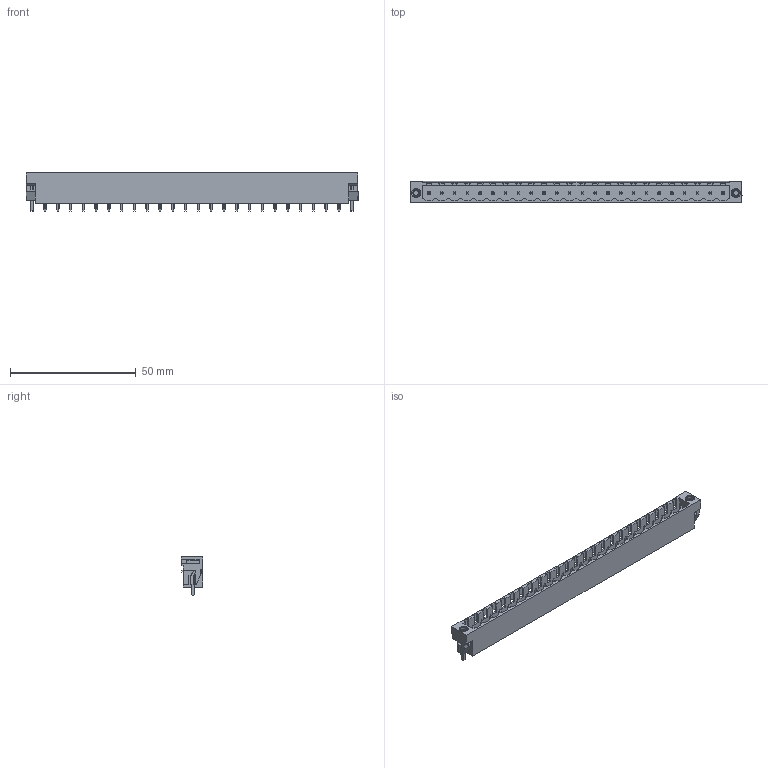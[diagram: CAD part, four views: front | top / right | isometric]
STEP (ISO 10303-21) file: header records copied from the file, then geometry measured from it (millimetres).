
FILE_DESCRIPTION(('CATIA V5 STEP Exchange','CAx-IF Rec.Pracs.--- Model Styling and Organization---1.2---2011-12-15'),'2;1');
FILE_NAME ('D1449280_0', '2018-10-25T06:38:59+00:00', ('none'), ('Weidmueller'), 'CATIA Version 5-6 Release 2014', 'CATIA V5 STEP AP214', 'none');
FILE_SCHEMA(('AUTOMOTIVE_DESIGN { 1 0 10303 214 1 1 1 1 }'));
Length unit declared in the file: millimetre
Products named in the file (1): 1149950000
Bounding box: 131.92 x 8.43 x 15.2 mm (x, y, z)
Volume: 6134.8 mm3; surface area: 9972 mm2
Topology: 29 solids, 29 shells, 1031 faces, 3072 edges, 2051 vertices
Faces by surface type: plane 779, cylinder 240, cone 12
Entity records: 32027 total; most frequent: CARTESIAN_POINT 7047, ORIENTED_EDGE 6144, DIRECTION 3654, EDGE_CURVE 3072, VECTOR 2196, LINE 2196, VERTEX_POINT 2051, EDGE_LOOP 1091
